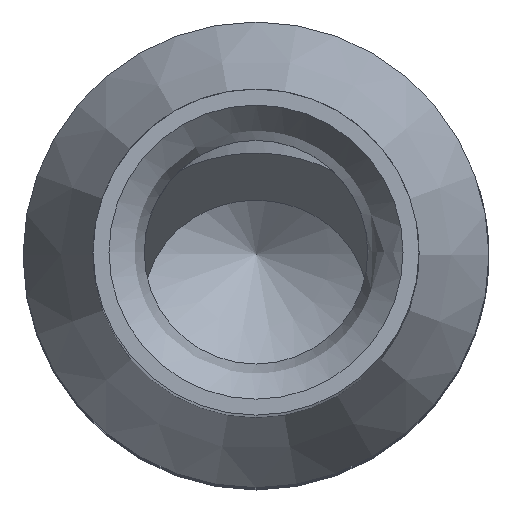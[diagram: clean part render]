
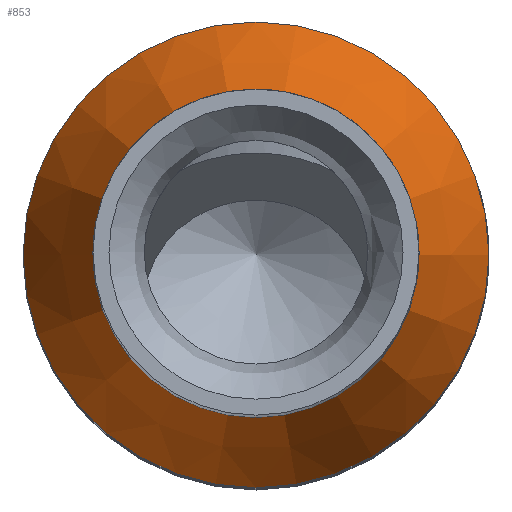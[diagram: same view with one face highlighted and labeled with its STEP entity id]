
A CAD part, top view. The second image highlights one B-rep face of the part: STEP entity #853.
In plain terms, the highlighted conical face has half-angle 24.513 degrees and reference radius 1.75 mm.
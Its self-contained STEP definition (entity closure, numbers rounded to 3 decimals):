
#745=CONICAL_SURFACE('',#4399,1.75,24.513);
#853=ADVANCED_FACE('',(#1091,#1092),#745,.T.);
#1091=FACE_BOUND('',#1161,.T.);
#1092=FACE_BOUND('',#1162,.T.);
#1161=EDGE_LOOP('',(#1405));
#1162=EDGE_LOOP('',(#1406));
#1405=ORIENTED_EDGE('',*,*,#2299,.T.);
#1406=ORIENTED_EDGE('',*,*,#2298,.F.);
#2062=VERTEX_POINT('',#6241);
#2063=VERTEX_POINT('',#6244);
#2298=EDGE_CURVE('',#2062,#2062,#2665,.T.);
#2299=EDGE_CURVE('',#2063,#2063,#2666,.T.);
#2665=CIRCLE('',#4396,1.75);
#2666=CIRCLE('',#4398,0.9);
#4396=AXIS2_PLACEMENT_3D('',#6240,#4922,#4923);
#4398=AXIS2_PLACEMENT_3D('',#6243,#4926,#4927);
#4399=AXIS2_PLACEMENT_3D('',#6245,#4928,#4929);
#4922=DIRECTION('',(0.,0.,-1.));
#4923=DIRECTION('',(-1.,0.,0.));
#4926=DIRECTION('',(0.,0.,-1.));
#4927=DIRECTION('',(1.,0.,0.));
#4928=DIRECTION('',(0.,0.,-1.));
#4929=DIRECTION('',(-1.,0.,0.));
#6240=CARTESIAN_POINT('',(0.,0.,9.5));
#6241=CARTESIAN_POINT('',(-1.75,0.,9.5));
#6243=CARTESIAN_POINT('',(0.,0.,11.364));
#6244=CARTESIAN_POINT('',(0.9,0.,11.364));
#6245=CARTESIAN_POINT('',(0.,0.,9.5));
